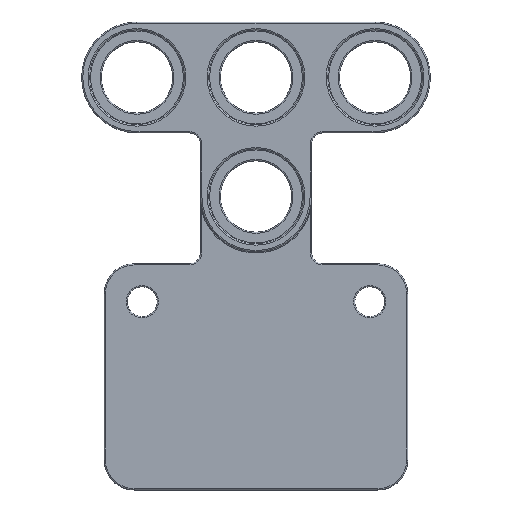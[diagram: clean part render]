
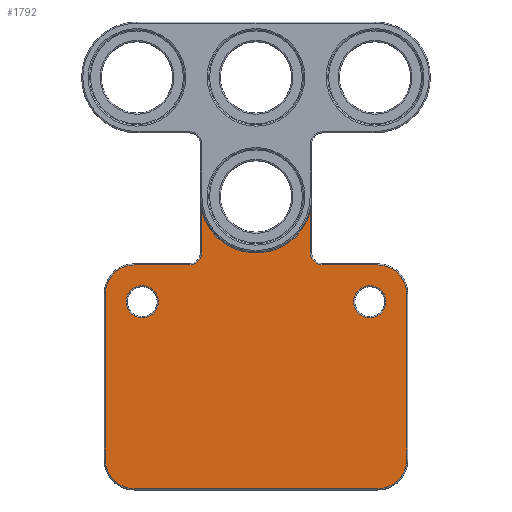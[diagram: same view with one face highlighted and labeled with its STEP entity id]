
A CAD part, top view. The second image highlights one B-rep face of the part: STEP entity #1792.
In plain terms, the highlighted planar face has unit normal (0, 0, 1).
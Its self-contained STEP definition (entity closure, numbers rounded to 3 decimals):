
#25=FACE_BOUND('',#491,.T.);
#26=FACE_BOUND('',#492,.T.);
#45=PLANE('',#2006);
#58=LINE('',#2977,#138);
#61=LINE('',#2986,#141);
#62=LINE('',#2997,#142);
#64=LINE('',#3009,#144);
#66=LINE('',#3021,#146);
#68=LINE('',#3033,#148);
#70=LINE('',#3045,#150);
#138=VECTOR('',#2205,10.);
#141=VECTOR('',#2214,10.);
#142=VECTOR('',#2227,10.);
#144=VECTOR('',#2241,10.);
#146=VECTOR('',#2255,10.);
#148=VECTOR('',#2269,10.);
#150=VECTOR('',#2283,10.);
#360=FACE_OUTER_BOUND('',#490,.T.);
#490=EDGE_LOOP('',(#1427,#1428,#1429,#1430,#1431,#1432,#1433,#1434,#1435,
#1436,#1437,#1438,#1439,#1440));
#491=EDGE_LOOP('',(#1441));
#492=EDGE_LOOP('',(#1442));
#579=CIRCLE('',#1882,3.786);
#585=CIRCLE('',#1892,0.877);
#589=CIRCLE('',#1898,1.92);
#593=CIRCLE('',#1904,1.92);
#597=CIRCLE('',#1910,1.92);
#601=CIRCLE('',#1916,1.92);
#604=CIRCLE('',#1921,0.877);
#658=CIRCLE('',#2005,1.08);
#659=CIRCLE('',#2007,1.08);
#766=VERTEX_POINT('',#2905);
#769=VERTEX_POINT('',#2922);
#773=VERTEX_POINT('',#2976);
#776=VERTEX_POINT('',#2984);
#778=VERTEX_POINT('',#2989);
#780=VERTEX_POINT('',#2995);
#782=VERTEX_POINT('',#3001);
#784=VERTEX_POINT('',#3007);
#786=VERTEX_POINT('',#3013);
#788=VERTEX_POINT('',#3019);
#790=VERTEX_POINT('',#3025);
#792=VERTEX_POINT('',#3031);
#794=VERTEX_POINT('',#3037);
#796=VERTEX_POINT('',#3043);
#865=VERTEX_POINT('',#3244);
#866=VERTEX_POINT('',#3248);
#931=EDGE_CURVE('',#769,#766,#579,.T.);
#938=EDGE_CURVE('',#766,#773,#58,.T.);
#943=EDGE_CURVE('',#776,#769,#61,.T.);
#945=EDGE_CURVE('',#778,#776,#585,.T.);
#948=EDGE_CURVE('',#780,#778,#62,.T.);
#951=EDGE_CURVE('',#782,#780,#589,.T.);
#954=EDGE_CURVE('',#784,#782,#64,.T.);
#957=EDGE_CURVE('',#786,#784,#593,.T.);
#960=EDGE_CURVE('',#788,#786,#66,.T.);
#963=EDGE_CURVE('',#790,#788,#597,.T.);
#966=EDGE_CURVE('',#792,#790,#68,.T.);
#969=EDGE_CURVE('',#794,#792,#601,.T.);
#972=EDGE_CURVE('',#796,#794,#70,.T.);
#974=EDGE_CURVE('',#773,#796,#604,.T.);
#1073=EDGE_CURVE('',#865,#865,#658,.T.);
#1074=EDGE_CURVE('',#866,#866,#659,.T.);
#1427=ORIENTED_EDGE('',*,*,#931,.F.);
#1428=ORIENTED_EDGE('',*,*,#943,.F.);
#1429=ORIENTED_EDGE('',*,*,#945,.F.);
#1430=ORIENTED_EDGE('',*,*,#948,.F.);
#1431=ORIENTED_EDGE('',*,*,#951,.F.);
#1432=ORIENTED_EDGE('',*,*,#954,.F.);
#1433=ORIENTED_EDGE('',*,*,#957,.F.);
#1434=ORIENTED_EDGE('',*,*,#960,.F.);
#1435=ORIENTED_EDGE('',*,*,#963,.F.);
#1436=ORIENTED_EDGE('',*,*,#966,.F.);
#1437=ORIENTED_EDGE('',*,*,#969,.F.);
#1438=ORIENTED_EDGE('',*,*,#972,.F.);
#1439=ORIENTED_EDGE('',*,*,#974,.F.);
#1440=ORIENTED_EDGE('',*,*,#938,.F.);
#1441=ORIENTED_EDGE('',*,*,#1074,.F.);
#1442=ORIENTED_EDGE('',*,*,#1073,.F.);
#1792=ADVANCED_FACE('',(#360,#25,#26),#45,.F.);
#1882=AXIS2_PLACEMENT_3D('',#2924,#2193,#2194);
#1892=AXIS2_PLACEMENT_3D('',#2991,#2219,#2220);
#1898=AXIS2_PLACEMENT_3D('',#3003,#2233,#2234);
#1904=AXIS2_PLACEMENT_3D('',#3015,#2247,#2248);
#1910=AXIS2_PLACEMENT_3D('',#3027,#2261,#2262);
#1916=AXIS2_PLACEMENT_3D('',#3039,#2275,#2276);
#1921=AXIS2_PLACEMENT_3D('',#3048,#2287,#2288);
#2005=AXIS2_PLACEMENT_3D('',#3246,#2500,#2501);
#2006=AXIS2_PLACEMENT_3D('',#3247,#2502,#2503);
#2007=AXIS2_PLACEMENT_3D('',#3249,#2504,#2505);
#2193=DIRECTION('center_axis',(0.,0.,1.));
#2194=DIRECTION('ref_axis',(0.,-1.,0.));
#2205=DIRECTION('',(0.,-1.,0.));
#2214=DIRECTION('',(0.,1.,0.));
#2219=DIRECTION('center_axis',(0.,0.,1.));
#2220=DIRECTION('ref_axis',(0.707,-0.707,0.));
#2227=DIRECTION('',(1.,0.,0.));
#2233=DIRECTION('center_axis',(0.,0.,-1.));
#2234=DIRECTION('ref_axis',(-0.707,0.707,0.));
#2241=DIRECTION('',(0.,1.,0.));
#2247=DIRECTION('center_axis',(0.,0.,-1.));
#2248=DIRECTION('ref_axis',(-0.707,-0.707,0.));
#2255=DIRECTION('',(-1.,0.,0.));
#2261=DIRECTION('center_axis',(0.,0.,-1.));
#2262=DIRECTION('ref_axis',(0.707,-0.707,0.));
#2269=DIRECTION('',(0.,-1.,0.));
#2275=DIRECTION('center_axis',(0.,0.,-1.));
#2276=DIRECTION('ref_axis',(0.707,0.707,0.));
#2283=DIRECTION('',(1.,0.,0.));
#2287=DIRECTION('center_axis',(0.,0.,1.));
#2288=DIRECTION('ref_axis',(-0.707,-0.707,0.));
#2500=DIRECTION('center_axis',(0.,0.,1.));
#2501=DIRECTION('ref_axis',(-1.,0.,0.));
#2502=DIRECTION('center_axis',(0.,0.,-1.));
#2503=DIRECTION('ref_axis',(-1.,0.,0.));
#2504=DIRECTION('center_axis',(0.,0.,1.));
#2505=DIRECTION('ref_axis',(-1.,0.,0.));
#2905=CARTESIAN_POINT('',(3.626,-9.057,3.985));
#2922=CARTESIAN_POINT('',(-3.626,-9.057,3.985));
#2924=CARTESIAN_POINT('Origin',(0.,-7.97,
3.985));
#2976=CARTESIAN_POINT('',(3.626,-11.676,3.985));
#2977=CARTESIAN_POINT('',(3.626,-11.676,3.985));
#2984=CARTESIAN_POINT('',(-3.626,-11.676,3.985));
#2986=CARTESIAN_POINT('',(-3.626,-16.06,3.985));
#2989=CARTESIAN_POINT('',(-4.503,-12.553,3.985));
#2991=CARTESIAN_POINT('Origin',(-4.503,-11.676,3.985));
#2995=CARTESIAN_POINT('',(-8.16,-12.553,3.985));
#2997=CARTESIAN_POINT('',(-5.08,-12.553,3.985));
#3001=CARTESIAN_POINT('',(-10.08,-14.473,3.985));
#3003=CARTESIAN_POINT('Origin',(-8.16,-14.473,3.985));
#3007=CARTESIAN_POINT('',(-10.08,-25.616,3.985));
#3009=CARTESIAN_POINT('',(-10.08,-23.631,3.985));
#3013=CARTESIAN_POINT('',(-8.16,-27.536,3.985));
#3015=CARTESIAN_POINT('Origin',(-8.16,-25.616,3.985));
#3019=CARTESIAN_POINT('',(8.16,-27.536,3.985));
#3021=CARTESIAN_POINT('',(5.08,-27.536,3.985));
#3025=CARTESIAN_POINT('',(10.08,-25.616,3.985));
#3027=CARTESIAN_POINT('Origin',(8.16,-25.616,3.985));
#3031=CARTESIAN_POINT('',(10.08,-14.473,3.985));
#3033=CARTESIAN_POINT('',(10.08,-16.06,3.985));
#3037=CARTESIAN_POINT('',(8.16,-12.553,3.985));
#3039=CARTESIAN_POINT('Origin',(8.16,-14.473,3.985));
#3043=CARTESIAN_POINT('',(4.503,-12.553,3.985));
#3045=CARTESIAN_POINT('',(1.853,-12.553,3.985));
#3048=CARTESIAN_POINT('Origin',(4.503,-11.676,3.985));
#3244=CARTESIAN_POINT('',(-8.7,-15.013,3.985));
#3246=CARTESIAN_POINT('Origin',(-7.62,-15.013,3.985));
#3247=CARTESIAN_POINT('Origin',(0.,-19.646,3.985));
#3248=CARTESIAN_POINT('',(6.54,-15.013,3.985));
#3249=CARTESIAN_POINT('Origin',(7.62,-15.013,3.985));
